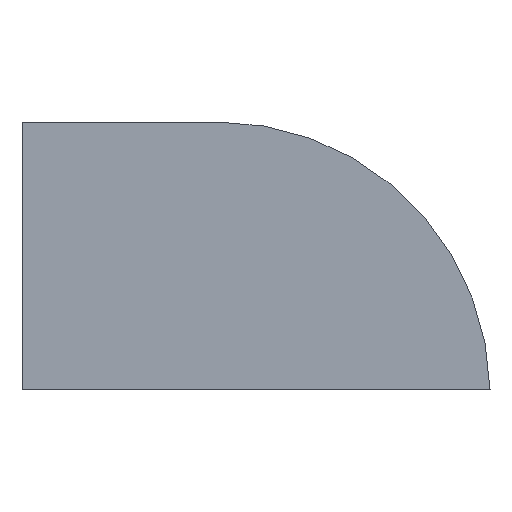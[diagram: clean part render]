
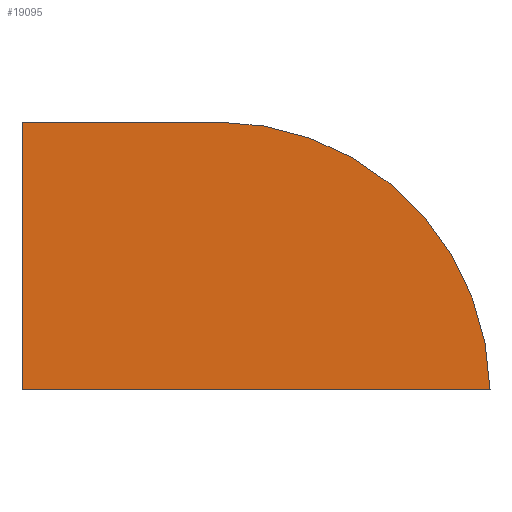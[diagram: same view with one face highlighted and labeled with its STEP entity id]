
A CAD part, front view. The second image highlights one B-rep face of the part: STEP entity #19095.
In plain terms, the highlighted planar face has unit normal (0, -1, 0).
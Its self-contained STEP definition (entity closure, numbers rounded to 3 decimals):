
#167=CIRCLE('',#20023,59.);
#1027=FACE_OUTER_BOUND('',#2017,.T.);
#2017=EDGE_LOOP('',(#16450,#16451,#16452,#16453));
#2668=LINE('',#25746,#5387);
#4776=LINE('',#29759,#7495);
#4777=LINE('',#29760,#7496);
#5387=VECTOR('',#20788,10.);
#7495=VECTOR('',#24484,10.);
#7496=VECTOR('',#24485,10.);
#8021=VERTEX_POINT('',#25743);
#8022=VERTEX_POINT('',#25745);
#9132=VERTEX_POINT('',#29756);
#9133=VERTEX_POINT('',#29758);
#9716=EDGE_CURVE('',#8022,#8021,#2668,.F.);
#11824=EDGE_CURVE('',#8021,#9132,#167,.T.);
#11825=EDGE_CURVE('',#9132,#9133,#4776,.T.);
#11826=EDGE_CURVE('',#8022,#9133,#4777,.T.);
#16450=ORIENTED_EDGE('',*,*,#9716,.T.);
#16451=ORIENTED_EDGE('',*,*,#11824,.T.);
#16452=ORIENTED_EDGE('',*,*,#11825,.T.);
#16453=ORIENTED_EDGE('',*,*,#11826,.F.);
#18199=PLANE('',#20022);
#19095=ADVANCED_FACE('',(#1027),#18199,.T.);
#20022=AXIS2_PLACEMENT_3D('',#29755,#24480,#24481);
#20023=AXIS2_PLACEMENT_3D('',#29757,#24482,#24483);
#20788=DIRECTION('',(-1.,0.,0.));
#24480=DIRECTION('center_axis',(0.,-1.,0.));
#24481=DIRECTION('ref_axis',(-1.,0.,0.));
#24482=DIRECTION('center_axis',(0.,-1.,0.));
#24483=DIRECTION('ref_axis',(1.,0.,0.));
#24484=DIRECTION('',(-1.,0.,0.));
#24485=DIRECTION('',(0.,0.,1.));
#25743=CARTESIAN_POINT('',(157.123,-20.769,-59.));
#25745=CARTESIAN_POINT('',(55.831,-20.769,-59.));
#25746=CARTESIAN_POINT('',(80.856,-20.769,-59.));
#29755=CARTESIAN_POINT('Origin',(106.281,-20.769,-30.5));
#29756=CARTESIAN_POINT('',(98.131,-20.769,-1.));
#29757=CARTESIAN_POINT('Origin',(98.131,-20.769,-60.));
#29758=CARTESIAN_POINT('',(55.831,-20.769,-1.));
#29759=CARTESIAN_POINT('',(98.131,-20.769,-1.));
#29760=CARTESIAN_POINT('',(55.831,-20.769,-15.75));
